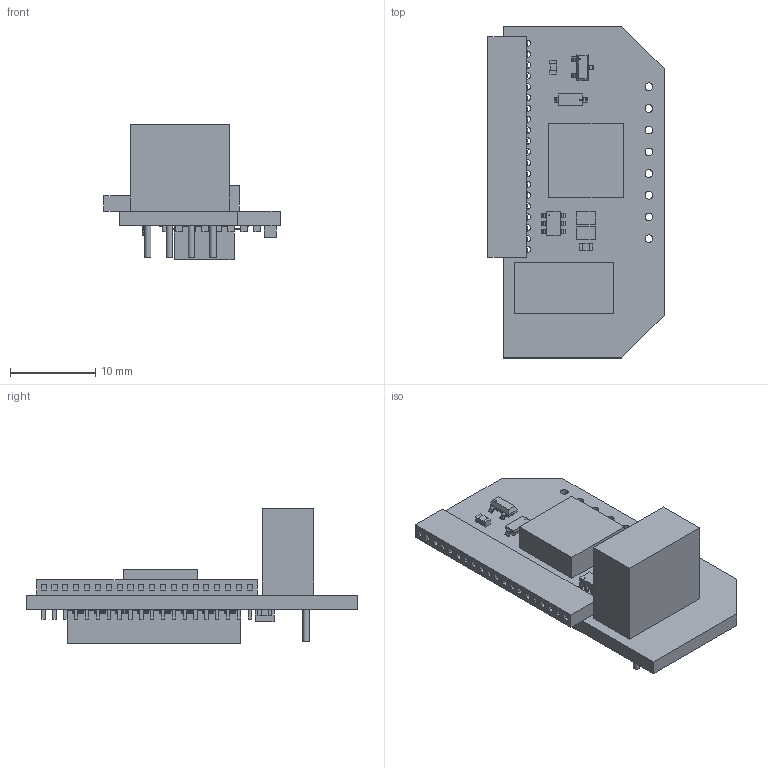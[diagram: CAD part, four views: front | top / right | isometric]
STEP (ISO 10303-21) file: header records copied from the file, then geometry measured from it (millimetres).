
FILE_DESCRIPTION(('Open CASCADE Model'),'2;1');
FILE_NAME('Open CASCADE Shape Model','2024-09-28T12:19:26',('Author'),( 'Open CASCADE'),'Open CASCADE STEP processor 7.5','Open CASCADE 7.5' ,'Unknown');
FILE_SCHEMA(('AUTOMOTIVE_DESIGN { 1 0 10303 214 1 1 1 1 }'));
Length unit declared in the file: millimetre
Products named in the file (38): PCB; Board; Open CASCADE STEP translator 7.5 1.1.1; U2; 6360212480; R9; 6360212240; R8; R7; R6; R5; R4; R3; R2; Q1; 6360211360; C2; 6437173456; Extruded; C1; 6437173616; R1; P1; pinheader_20pin_127mm_pitch; LS1; 6437175616; CR1; SOD123_DIO; 6360213120; U1; 6360210800; C3; R11; 6360210720; U3; 6360210960
Assembly tree (46 placements, depth 4):
  PCB
    Board
      Open CASCADE STEP translator 7.5 1.1.1
    U2
      6360212480
    R9
      6360212240
    R8
      6360212240
    R7
      6360212240
    R6
      6360212240
    R5
      6360212240
    R4
      6360212240
    R3
      6360212240
    R2
      6360212240
    Q1
      6360211360
    C2
      6437173456
        Extruded
    C1
      6437173616
        Extruded
    R1
      6360212240
    P1
      pinheader_20pin_127mm_pitch
    LS1
      6437175616
        Extruded
    CR1
      SOD123_DIO
      6360213120
    U1
      6360210800
    C3
      6437173616
        Extruded
    R11
      6360210720
    U3
      6360210960
Bounding box: 20.62 x 38.86 x 15.84 mm (x, y, z)
Volume: 2891.8 mm3; surface area: 3862.1 mm2
Topology: 80 solids, 80 shells, 955 faces, 2269 edges, 1494 vertices
Faces by surface type: plane 798, cylinder 157
Full cylindrical faces by diameter (mm): 0.08 x1, 0.142 x2, 0.152 x1, 0.351 x1, 0.737 x4, 0.762 x20, 0.9 x8, 0.99 x4
Entity records: 29786 total; most frequent: CARTESIAN_POINT 4124, DIRECTION 3978, ORIENTED_EDGE 3938, EDGE_CURVE 1969, LINE 1646, VECTOR 1646, VERTEX_POINT 1294, AXIS2_PLACEMENT_3D 1166
